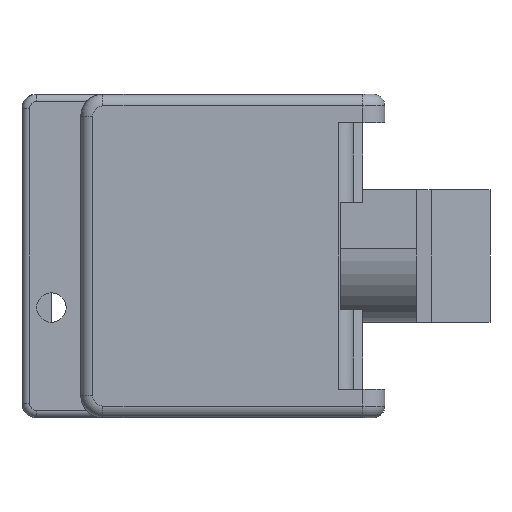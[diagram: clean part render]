
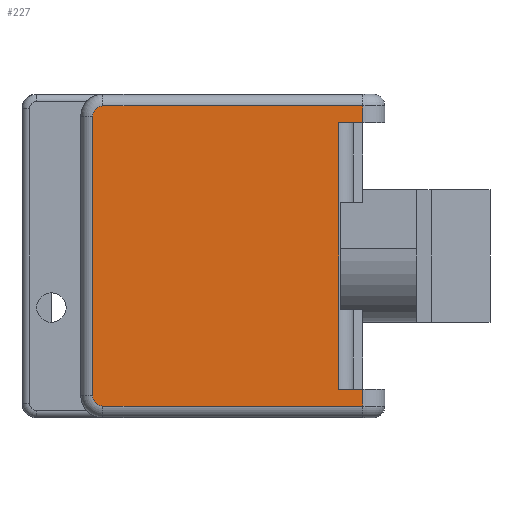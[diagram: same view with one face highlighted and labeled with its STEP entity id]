
A CAD part, left-side view. The second image highlights one B-rep face of the part: STEP entity #227.
In plain terms, the highlighted planar face has unit normal (-1, 0, 0).
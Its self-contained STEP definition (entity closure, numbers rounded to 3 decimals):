
#92 = CARTESIAN_POINT ( 'NONE',  ( 0., -1.852, -21.2 ) ) ;
#93 = DIRECTION ( 'NONE',  ( 0., -1., 0. ) ) ;
#152 = LINE ( 'NONE', #6126, #7515 ) ;
#227 = ADVANCED_FACE ( 'NONE', ( #5343 ), #6462, .T. ) ;
#390 = DIRECTION ( 'NONE',  ( 0., 0., 1. ) ) ;
#585 = DIRECTION ( 'NONE',  ( 0., 0., 1. ) ) ;
#682 = ORIENTED_EDGE ( 'NONE', *, *, #2814, .F. ) ;
#690 = VERTEX_POINT ( 'NONE', #8201 ) ;
#862 = VECTOR ( 'NONE', #1633, 1000. ) ;
#894 = CARTESIAN_POINT ( 'NONE',  ( 0., -20.2, -1.5 ) ) ;
#916 = ORIENTED_EDGE ( 'NONE', *, *, #3823, .T. ) ;
#948 = EDGE_CURVE ( 'NONE', #6776, #690, #1899, .T. ) ;
#1099 = CARTESIAN_POINT ( 'NONE',  ( 0., -1.852, -1.95 ) ) ;
#1269 = ORIENTED_EDGE ( 'NONE', *, *, #3452, .T. ) ;
#1556 = AXIS2_PLACEMENT_3D ( 'NONE', #2419, #7392, #3121 ) ;
#1613 = AXIS2_PLACEMENT_3D ( 'NONE', #2923, #9219, #6556 ) ;
#1633 = DIRECTION ( 'NONE',  ( 0., 0., -1. ) ) ;
#1877 = LINE ( 'NONE', #5507, #3538 ) ;
#1899 = CIRCLE ( 'NONE', #1556, 0.7 ) ;
#1935 = CARTESIAN_POINT ( 'NONE',  ( 0., -19.5, -21.2 ) ) ;
#2060 = ORIENTED_EDGE ( 'NONE', *, *, #4948, .T. ) ;
#2113 = LINE ( 'NONE', #4134, #7569 ) ;
#2120 = AXIS2_PLACEMENT_3D ( 'NONE', #3982, #8954, #4669 ) ;
#2296 = LINE ( 'NONE', #7039, #7752 ) ;
#2419 = CARTESIAN_POINT ( 'NONE',  ( 0., -19.5, -1.5 ) ) ;
#2814 = EDGE_CURVE ( 'NONE', #4505, #8079, #4786, .T. ) ;
#2923 = CARTESIAN_POINT ( 'NONE',  ( 0., -1.852, -22. ) ) ;
#2958 = DIRECTION ( 'NONE',  ( 0., 1., 0. ) ) ;
#3121 = DIRECTION ( 'NONE',  ( 0., -1., 0. ) ) ;
#3326 = VECTOR ( 'NONE', #8528, 1000. ) ;
#3451 = CARTESIAN_POINT ( 'NONE',  ( 0., -3.484, -20.05 ) ) ;
#3452 = EDGE_CURVE ( 'NONE', #6533, #8852, #1877, .T. ) ;
#3538 = VECTOR ( 'NONE', #4075, 1000. ) ;
#3551 = CARTESIAN_POINT ( 'NONE',  ( 0., -1.852, -22. ) ) ;
#3663 = CARTESIAN_POINT ( 'NONE',  ( 0., -2.249, -1.95 ) ) ;
#3680 = LINE ( 'NONE', #8623, #9132 ) ;
#3774 = CARTESIAN_POINT ( 'NONE',  ( 0., -3.484, -20.05 ) ) ;
#3823 = EDGE_CURVE ( 'NONE', #4505, #6533, #4629, .T. ) ;
#3829 = ORIENTED_EDGE ( 'NONE', *, *, #5999, .T. ) ;
#3982 = CARTESIAN_POINT ( 'NONE',  ( 0., -19.5, -20.5 ) ) ;
#4075 = DIRECTION ( 'NONE',  ( 0., 1., 0. ) ) ;
#4134 = CARTESIAN_POINT ( 'NONE',  ( 0., -20.2, -22. ) ) ;
#4179 = EDGE_CURVE ( 'NONE', #5915, #8182, #5663, .T. ) ;
#4390 = CARTESIAN_POINT ( 'NONE',  ( 0., -3.484, -1.95 ) ) ;
#4505 = VERTEX_POINT ( 'NONE', #4390 ) ;
#4629 = LINE ( 'NONE', #3774, #862 ) ;
#4669 = DIRECTION ( 'NONE',  ( 0., -1., 0. ) ) ;
#4786 = LINE ( 'NONE', #3663, #6466 ) ;
#4816 = CARTESIAN_POINT ( 'NONE',  ( 0., -20.2, -20.5 ) ) ;
#4948 = EDGE_CURVE ( 'NONE', #7619, #5915, #3680, .T. ) ;
#4987 = LINE ( 'NONE', #3551, #3326 ) ;
#5045 = ORIENTED_EDGE ( 'NONE', *, *, #4179, .T. ) ;
#5343 = FACE_OUTER_BOUND ( 'NONE', #7107, .T. ) ;
#5507 = CARTESIAN_POINT ( 'NONE',  ( 0., -2.249, -20.05 ) ) ;
#5663 = CIRCLE ( 'NONE', #2120, 0.7 ) ;
#5915 = VERTEX_POINT ( 'NONE', #1935 ) ;
#5999 = EDGE_CURVE ( 'NONE', #8182, #6776, #2113, .T. ) ;
#6103 = EDGE_CURVE ( 'NONE', #8079, #6614, #4987, .T. ) ;
#6126 = CARTESIAN_POINT ( 'NONE',  ( 0., -1.852, -22. ) ) ;
#6133 = ORIENTED_EDGE ( 'NONE', *, *, #948, .T. ) ;
#6169 = ORIENTED_EDGE ( 'NONE', *, *, #6562, .T. ) ;
#6433 = CARTESIAN_POINT ( 'NONE',  ( 0., -1.852, -20.05 ) ) ;
#6462 = PLANE ( 'NONE',  #1613 ) ;
#6466 = VECTOR ( 'NONE', #2958, 1000. ) ;
#6533 = VERTEX_POINT ( 'NONE', #3451 ) ;
#6556 = DIRECTION ( 'NONE',  ( 0., -1., 0. ) ) ;
#6562 = EDGE_CURVE ( 'NONE', #690, #6614, #2296, .T. ) ;
#6614 = VERTEX_POINT ( 'NONE', #7784 ) ;
#6776 = VERTEX_POINT ( 'NONE', #894 ) ;
#6982 = ORIENTED_EDGE ( 'NONE', *, *, #6103, .F. ) ;
#7039 = CARTESIAN_POINT ( 'NONE',  ( 0., -1.852, -0.8 ) ) ;
#7107 = EDGE_LOOP ( 'NONE', ( #7571, #2060, #5045, #3829, #6133, #6169, #6982, #682, #916, #1269 ) ) ;
#7392 = DIRECTION ( 'NONE',  ( -1., 0., 0. ) ) ;
#7515 = VECTOR ( 'NONE', #390, 1000. ) ;
#7569 = VECTOR ( 'NONE', #585, 1000. ) ;
#7571 = ORIENTED_EDGE ( 'NONE', *, *, #8678, .F. ) ;
#7619 = VERTEX_POINT ( 'NONE', #92 ) ;
#7752 = VECTOR ( 'NONE', #7756, 1000. ) ;
#7756 = DIRECTION ( 'NONE',  ( 0., 1., 0. ) ) ;
#7784 = CARTESIAN_POINT ( 'NONE',  ( 0., -1.852, -0.8 ) ) ;
#8079 = VERTEX_POINT ( 'NONE', #1099 ) ;
#8182 = VERTEX_POINT ( 'NONE', #4816 ) ;
#8201 = CARTESIAN_POINT ( 'NONE',  ( 0., -19.5, -0.8 ) ) ;
#8528 = DIRECTION ( 'NONE',  ( 0., 0., 1. ) ) ;
#8623 = CARTESIAN_POINT ( 'NONE',  ( 0., -1.852, -21.2 ) ) ;
#8678 = EDGE_CURVE ( 'NONE', #7619, #8852, #152, .T. ) ;
#8852 = VERTEX_POINT ( 'NONE', #6433 ) ;
#8954 = DIRECTION ( 'NONE',  ( -1., 0., 0. ) ) ;
#9132 = VECTOR ( 'NONE', #93, 1000. ) ;
#9219 = DIRECTION ( 'NONE',  ( -1., 0., 0. ) ) ;
